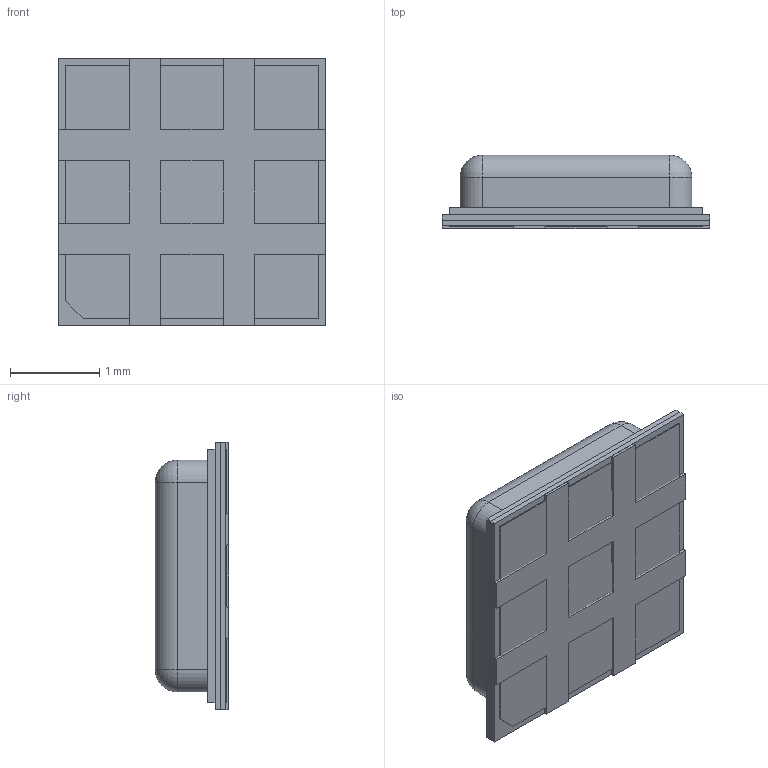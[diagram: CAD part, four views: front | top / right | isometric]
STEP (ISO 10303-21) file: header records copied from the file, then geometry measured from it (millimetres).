
FILE_DESCRIPTION (( 'STEP AP214' ), '1' );
FILE_NAME ('ENS160_Simplified.STEP', '2021-01-02T10:20:01', ( '' ), ( '' ), 'SwSTEP 2.0', 'SolidWorks 2020', '' );
FILE_SCHEMA (( 'AUTOMOTIVE_DESIGN' ));
Length unit declared in the file: micrometre
Products named in the file (6): ENS160_lid_Standard; ENS160_SLM_btm_Simplified; ENS160_lid attach_Simplified; ENS160_Simplified; ENS160_substrate_core_Simplified; ENS160_substrate_Cu_btm_Simplified
Assembly tree (5 placements, depth 2):
  ENS160_Simplified
    ENS160_substrate_core_Simplified
    ENS160_substrate_Cu_btm_Simplified
    ENS160_SLM_btm_Simplified
    ENS160_lid attach_Simplified
    ENS160_lid_Standard
Bounding box: 3 x 0.82 x 3 mm (x, y, z)
Volume: 2.4 mm3; surface area: 83.8 mm2
Topology: 13 solids, 13 shells, 222 faces, 543 edges, 349 vertices
Faces by surface type: plane 155, bspline 42, cylinder 17, sphere 8
Full cylindrical faces by diameter (mm): 0.3 x1
Entity records: 8865 total; most frequent: CARTESIAN_POINT 3633, ORIENTED_EDGE 1066, DIRECTION 859, EDGE_CURVE 533, VECTOR 415, LINE 415, VERTEX_POINT 348, EDGE_LOOP 237
